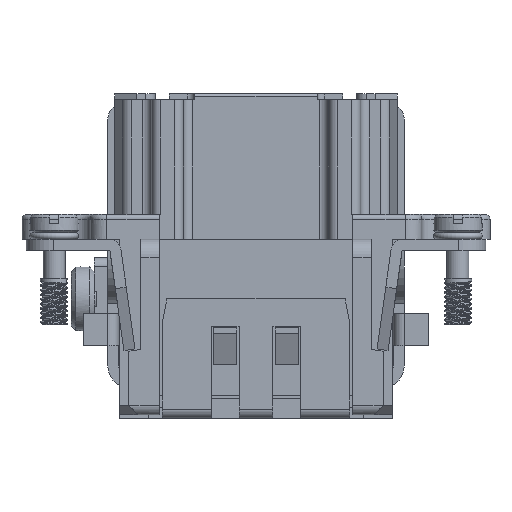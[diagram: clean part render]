
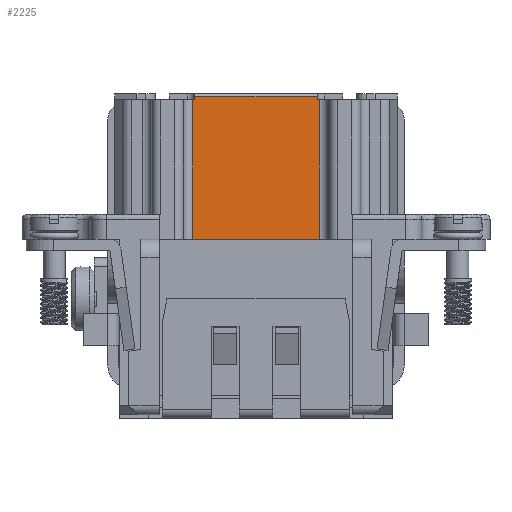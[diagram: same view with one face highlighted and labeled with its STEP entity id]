
A CAD part, front view. The second image highlights one B-rep face of the part: STEP entity #2225.
In plain terms, the highlighted planar face has unit normal (0, -1, 0).
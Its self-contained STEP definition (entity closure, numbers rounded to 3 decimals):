
#2225=ADVANCED_FACE('',(#4822),#3587,.T.);
#3587=PLANE('',#31126);
#4822=FACE_OUTER_BOUND('',#6282,.T.);
#6282=EDGE_LOOP('',(#9439,#9440,#9441,#9442,#9443,#9444,#9445,#9446,#9447));
#9439=ORIENTED_EDGE('',*,*,#20612,.F.);
#9440=ORIENTED_EDGE('',*,*,#20611,.T.);
#9441=ORIENTED_EDGE('',*,*,#20609,.T.);
#9442=ORIENTED_EDGE('',*,*,#20707,.F.);
#9443=ORIENTED_EDGE('',*,*,#20712,.F.);
#9444=ORIENTED_EDGE('',*,*,#20740,.F.);
#9445=ORIENTED_EDGE('',*,*,#20741,.T.);
#9446=ORIENTED_EDGE('',*,*,#20606,.T.);
#9447=ORIENTED_EDGE('',*,*,#20601,.F.);
#17404=VERTEX_POINT('',#45046);
#17405=VERTEX_POINT('',#45048);
#17409=VERTEX_POINT('',#45058);
#17410=VERTEX_POINT('',#45062);
#17411=VERTEX_POINT('',#45064);
#17412=VERTEX_POINT('',#45083);
#17469=VERTEX_POINT('',#45282);
#17472=VERTEX_POINT('',#45291);
#17487=VERTEX_POINT('',#45348);
#20601=EDGE_CURVE('',#17404,#17405,#24625,.T.);
#20606=EDGE_CURVE('',#17409,#17405,#24628,.T.);
#20609=EDGE_CURVE('',#17411,#17410,#24629,.T.);
#20611=EDGE_CURVE('',#17412,#17411,#24630,.T.);
#20612=EDGE_CURVE('',#17412,#17404,#24631,.T.);
#20707=EDGE_CURVE('',#17469,#17410,#24707,.T.);
#20712=EDGE_CURVE('',#17472,#17469,#24710,.T.);
#20740=EDGE_CURVE('',#17487,#17472,#24737,.T.);
#20741=EDGE_CURVE('',#17487,#17409,#24738,.T.);
#24625=LINE('',#45047,#27897);
#24628=LINE('',#45057,#27900);
#24629=LINE('',#45063,#27901);
#24630=LINE('',#45082,#27902);
#24631=LINE('',#45084,#27903);
#24707=LINE('',#45283,#27979);
#24710=LINE('',#45292,#27982);
#24737=LINE('',#45347,#28009);
#24738=LINE('',#45349,#28010);
#27897=VECTOR('',#34580,1.);
#27900=VECTOR('',#34589,1.);
#27901=VECTOR('',#34596,1.);
#27902=VECTOR('',#34599,1.);
#27903=VECTOR('',#34600,1.);
#27979=VECTOR('',#34776,1.);
#27982=VECTOR('',#34785,1.);
#28009=VECTOR('',#34840,1.);
#28010=VECTOR('',#34841,1.);
#31126=AXIS2_PLACEMENT_3D('',#45350,#34842,#34843);
#34580=DIRECTION('',(0.,0.,-1.));
#34589=DIRECTION('',(-1.,0.,0.));
#34596=DIRECTION('',(0.,0.,-1.));
#34599=DIRECTION('',(-1.,0.,0.));
#34600=DIRECTION('',(1.,0.,0.));
#34776=DIRECTION('',(1.,0.,0.));
#34785=DIRECTION('',(0.,0.,1.));
#34840=DIRECTION('',(-1.,0.,0.));
#34841=DIRECTION('',(0.,0.,1.));
#34842=DIRECTION('',(0.,-1.,0.));
#34843=DIRECTION('',(0.,0.,1.));
#45046=CARTESIAN_POINT('',(-27.525,-7.65,12.85));
#45047=CARTESIAN_POINT('',(-27.525,-7.65,12.85));
#45048=CARTESIAN_POINT('',(-27.525,-7.65,12.5));
#45057=CARTESIAN_POINT('',(-27.35,-7.65,12.5));
#45058=CARTESIAN_POINT('',(-27.35,-7.65,12.5));
#45062=CARTESIAN_POINT('',(-40.975,-7.65,12.5));
#45063=CARTESIAN_POINT('',(-40.975,-7.65,12.85));
#45064=CARTESIAN_POINT('',(-40.975,-7.65,12.85));
#45082=CARTESIAN_POINT('',(-40.975,-7.65,12.85));
#45083=CARTESIAN_POINT('',(-34.25,-7.65,12.85));
#45084=CARTESIAN_POINT('',(-27.525,-7.65,12.85));
#45282=CARTESIAN_POINT('',(-41.15,-7.65,12.5));
#45283=CARTESIAN_POINT('',(-41.15,-7.65,12.5));
#45291=CARTESIAN_POINT('',(-41.15,-7.65,-2.7));
#45292=CARTESIAN_POINT('',(-41.15,-7.65,-2.7));
#45347=CARTESIAN_POINT('',(-27.35,-7.65,-2.7));
#45348=CARTESIAN_POINT('',(-27.35,-7.65,-2.7));
#45349=CARTESIAN_POINT('',(-27.35,-7.65,-2.7));
#45350=CARTESIAN_POINT('',(-18.85,-7.65,-2.7));
